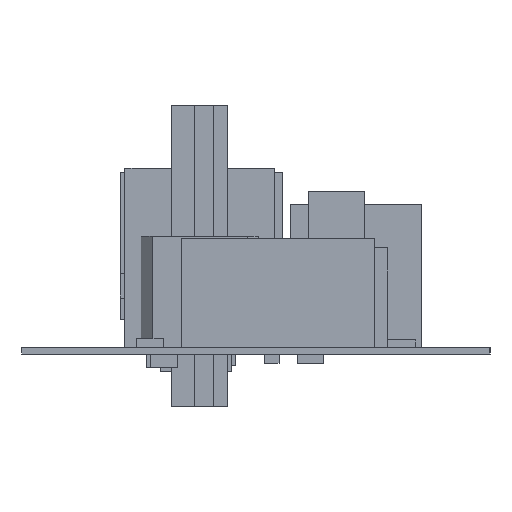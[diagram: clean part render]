
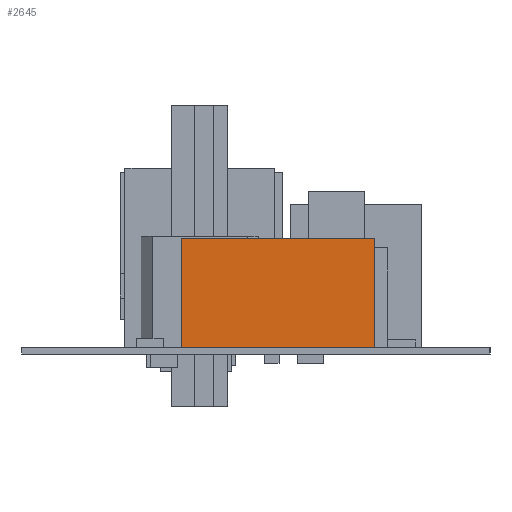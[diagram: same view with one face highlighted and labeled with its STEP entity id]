
A CAD part, left-side view. The second image highlights one B-rep face of the part: STEP entity #2645.
In plain terms, the highlighted planar face has unit normal (-1, 0, 0).
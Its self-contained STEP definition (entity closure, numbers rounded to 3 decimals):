
#2620 = VERTEX_POINT('',#2621);
#2621 = CARTESIAN_POINT('',(-2.874,-6.199,7.));
#2627 = EDGE_CURVE('',#2628,#2620,#2630,.T.);
#2628 = VERTEX_POINT('',#2629);
#2629 = CARTESIAN_POINT('',(-2.874,-6.199,0.));
#2630 = LINE('',#2631,#2632);
#2631 = CARTESIAN_POINT('',(-2.874,-6.199,0.));
#2632 = VECTOR('',#2633,1.);
#2633 = DIRECTION('',(0.,0.,1.));
#2645 = ADVANCED_FACE('',(#2646),#2671,.T.);
#2646 = FACE_BOUND('',#2647,.T.);
#2647 = EDGE_LOOP('',(#2648,#2649,#2657,#2665));
#2648 = ORIENTED_EDGE('',*,*,#2627,.T.);
#2649 = ORIENTED_EDGE('',*,*,#2650,.T.);
#2650 = EDGE_CURVE('',#2620,#2651,#2653,.T.);
#2651 = VERTEX_POINT('',#2652);
#2652 = CARTESIAN_POINT('',(-2.874,6.199,7.));
#2653 = LINE('',#2654,#2655);
#2654 = CARTESIAN_POINT('',(-2.874,-6.199,7.));
#2655 = VECTOR('',#2656,1.);
#2656 = DIRECTION('',(0.,1.,0.));
#2657 = ORIENTED_EDGE('',*,*,#2658,.F.);
#2658 = EDGE_CURVE('',#2659,#2651,#2661,.T.);
#2659 = VERTEX_POINT('',#2660);
#2660 = CARTESIAN_POINT('',(-2.874,6.199,0.));
#2661 = LINE('',#2662,#2663);
#2662 = CARTESIAN_POINT('',(-2.874,6.199,0.));
#2663 = VECTOR('',#2664,1.);
#2664 = DIRECTION('',(0.,0.,1.));
#2665 = ORIENTED_EDGE('',*,*,#2666,.F.);
#2666 = EDGE_CURVE('',#2628,#2659,#2667,.T.);
#2667 = LINE('',#2668,#2669);
#2668 = CARTESIAN_POINT('',(-2.874,-6.199,0.));
#2669 = VECTOR('',#2670,1.);
#2670 = DIRECTION('',(0.,1.,0.));
#2671 = PLANE('',#2672);
#2672 = AXIS2_PLACEMENT_3D('',#2673,#2674,#2675);
#2673 = CARTESIAN_POINT('',(-2.874,-6.199,0.));
#2674 = DIRECTION('',(-1.,0.,0.));
#2675 = DIRECTION('',(0.,1.,0.));
